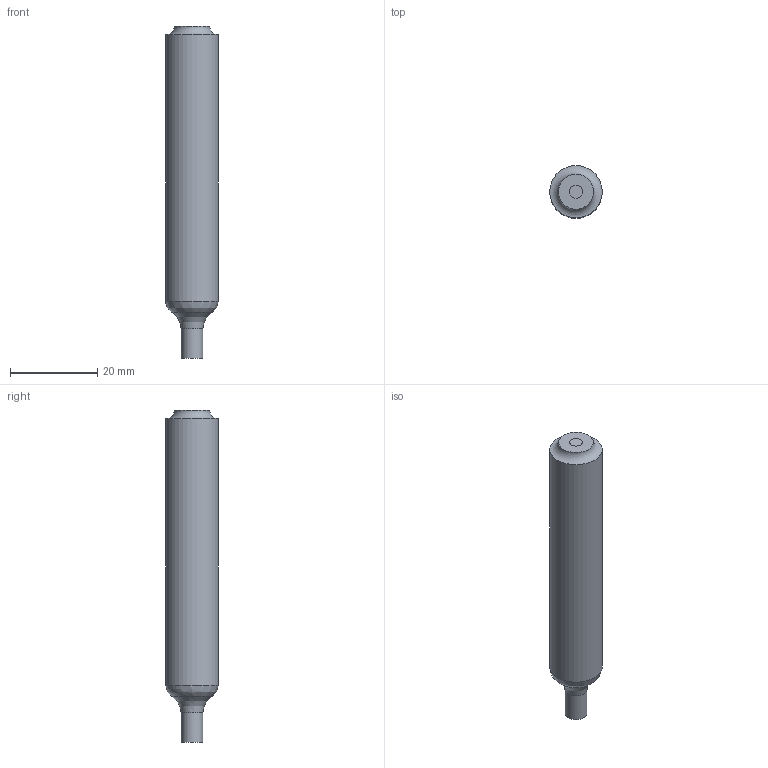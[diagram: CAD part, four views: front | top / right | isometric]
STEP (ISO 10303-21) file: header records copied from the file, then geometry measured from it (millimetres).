
FILE_DESCRIPTION(/* description */ (''),/* implementation_level */ '2;1');
FILE_NAME(/* name */ 'Output-Pin-Pipe.step',/* time_stamp */ '2022-04-07T14:49:09+01:00',/* author */ (''),/* organization */ (''),/* preprocessor_version */ 'ST-DEVELOPER v18.1',/* originating_system */ 'Autodesk Translation Framework v10.13.0.1454',/* authorisation */ '');
FILE_SCHEMA (('AUTOMOTIVE_DESIGN { 1 0 10303 214 3 1 1 }'));
Length unit declared in the file: millimetre
Products named in the file (1): Pin-display-Pipe
Bounding box: 12 x 12 x 76 mm (x, y, z)
Volume: 11012.8 mm3; surface area: 4531 mm2
Topology: 2 solids, 2 shells, 14 faces, 22 edges, 12 vertices
Faces by surface type: cylinder 4, plane 4, torus 4, bspline 2
Full cylindrical faces by diameter (mm): 5 x1, 7 x1, 11 x1, 12 x1
Entity records: 396 total; most frequent: CARTESIAN_POINT 101, DIRECTION 66, ORIENTED_EDGE 44, AXIS2_PLACEMENT_3D 31, EDGE_CURVE 22, CIRCLE 18, FACE_OUTER_BOUND 14, EDGE_LOOP 14
